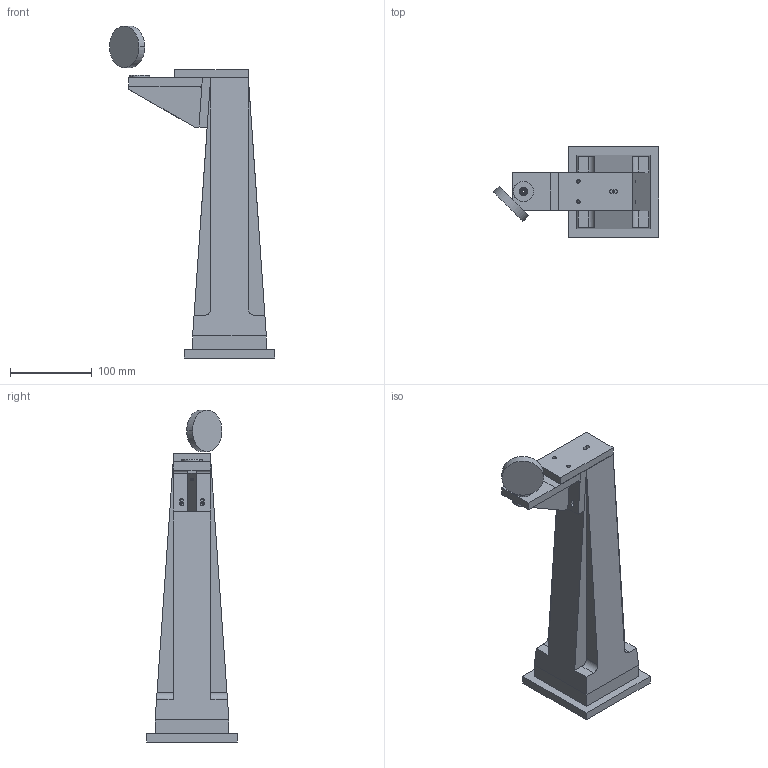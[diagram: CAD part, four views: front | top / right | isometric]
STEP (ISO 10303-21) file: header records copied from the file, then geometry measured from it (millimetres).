
FILE_DESCRIPTION(/* description */ ('VariCAD 2014-2.05 AP-214'),/* implementation_level */ '2;1');
FILE_NAME(/* name */ 'ObeliskAttachmentAssyWhole_withoutMirrorMount.stp',/* time_stamp */ '2019-01-22T16:05:53+09:00',/* author */ (''),/* organization */ (''),/* preprocessor_version */ 'ST-DEVELOPER v14',/* originating_system */ 'VariCAD 2014-2.05; kernel version (20130303)',/* authorisation */ '');
FILE_SCHEMA (('AUTOMOTIVE_DESIGN'));
Length unit declared in the file: millimetre
Products named in the file (6): ObeliskAttachmentAssyWhole_withoutMirrorMount; 22302-E0W; Obelisk3
Assembly tree (5 placements, depth 2):
  ObeliskAttachmentAssyWhole_withoutMirrorMount
    (unnamed)
    (unnamed)
    22302-E0W
    (unnamed)
    Obelisk3
Bounding box: 201.51 x 110 x 405.32 mm (x, y, z)
Volume: 1762437.4 mm3; surface area: 158149 mm2
Topology: 5 solids, 5 shells, 140 faces, 347 edges, 217 vertices
Faces by surface type: plane 70, cylinder 40, cone 30
Entity records: 4481 total; most frequent: CARTESIAN_POINT 816, DIRECTION 737, ORIENTED_EDGE 670, EDGE_CURVE 335, AXIS2_PLACEMENT_3D 256, LINE 225, VECTOR 225, VERTEX_POINT 217
